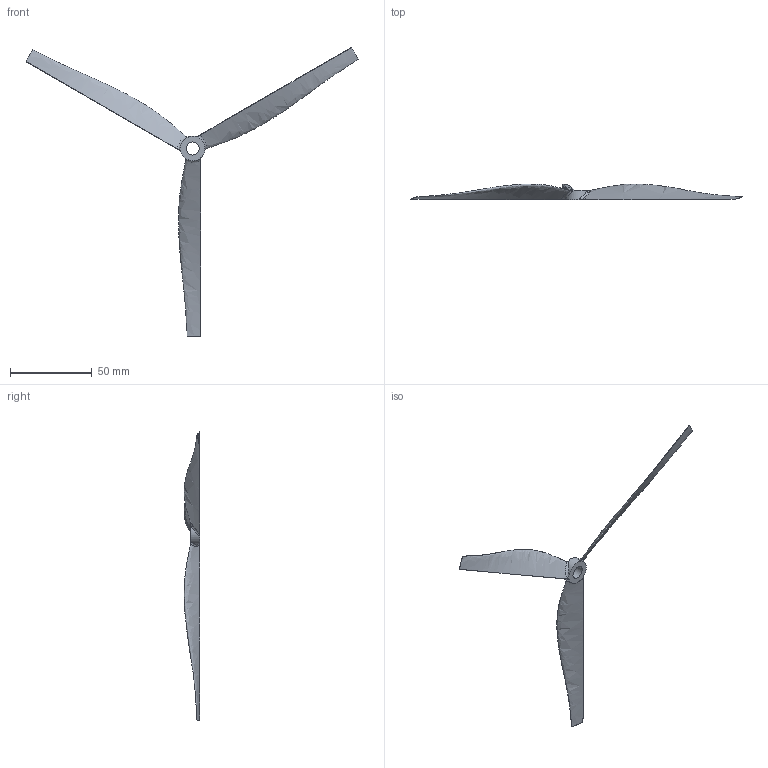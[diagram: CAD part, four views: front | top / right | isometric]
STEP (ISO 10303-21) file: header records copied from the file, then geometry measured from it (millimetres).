
FILE_DESCRIPTION(/* description */ (''),/* implementation_level */ '2;1');
FILE_NAME(/* name */ '10inch Prop v4.step',/* time_stamp */ '2020-10-08T09:20:32+02:00',/* author */ (''),/* organization */ (''),/* preprocessor_version */ 'ST-DEVELOPER v18.1',/* originating_system */ 'Autodesk Translation Framework v9.3.0.1241',/* authorisation */ '');
FILE_SCHEMA (('AUTOMOTIVE_DESIGN { 1 0 10303 214 3 1 1 }'));
Length unit declared in the file: millimetre
Products named in the file (1): 10inch Prop
Bounding box: 203.25 x 9.7 x 176.73 mm (x, y, z)
Volume: 6308.8 mm3; surface area: 9331.1 mm2
Topology: 1 solids, 1 shells, 19 faces, 51 edges, 34 vertices
Faces by surface type: bspline 9, plane 5, cylinder 4, torus 1
Full cylindrical faces by diameter (mm): 8 x1
Entity records: 3089 total; most frequent: CARTESIAN_POINT 2654, ORIENTED_EDGE 102, DIRECTION 55, EDGE_CURVE 51, VERTEX_POINT 34, B_SPLINE_CURVE_WITH_KNOTS 31, AXIS2_PLACEMENT_3D 27, EDGE_LOOP 21
